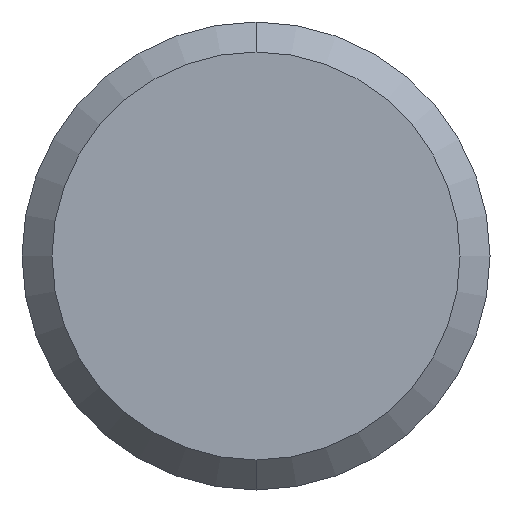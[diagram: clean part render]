
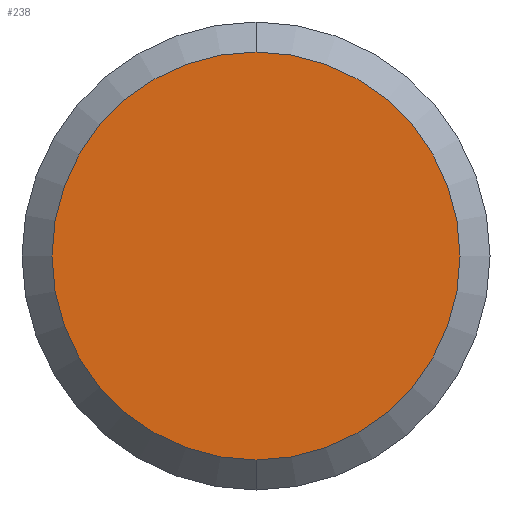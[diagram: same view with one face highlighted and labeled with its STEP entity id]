
A CAD part, front view. The second image highlights one B-rep face of the part: STEP entity #238.
In plain terms, the highlighted planar face has unit normal (0, -1, 0).
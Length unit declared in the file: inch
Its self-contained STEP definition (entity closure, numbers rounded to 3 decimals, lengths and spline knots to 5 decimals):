
#5 = PLANE ( 'NONE',  #173 ) ;
#7 = DIRECTION ( 'NONE',  ( 0., 0., 1. ) ) ;
#34 = DIRECTION ( 'NONE',  ( 0., 0., 1. ) ) ;
#35 = CARTESIAN_POINT ( 'NONE',  ( 0., 0., 0.1361 ) ) ;
#43 = EDGE_LOOP ( 'NONE', ( #214, #245 ) ) ;
#71 = VERTEX_POINT ( 'NONE', #35 ) ;
#75 = DIRECTION ( 'NONE',  ( 0., 1., 0. ) ) ;
#102 = EDGE_CURVE ( 'NONE', #71, #124, #243, .T. ) ;
#124 = VERTEX_POINT ( 'NONE', #252 ) ;
#130 = FACE_OUTER_BOUND ( 'NONE', #43, .T. ) ;
#137 = CARTESIAN_POINT ( 'NONE',  ( 0., 0., 0. ) ) ;
#169 = CARTESIAN_POINT ( 'NONE',  ( 0., 0., 0. ) ) ;
#173 = AXIS2_PLACEMENT_3D ( 'NONE', #137, #75, #7 ) ;
#185 = AXIS2_PLACEMENT_3D ( 'NONE', #222, #242, #200 ) ;
#200 = DIRECTION ( 'NONE',  ( 0., 0., 1. ) ) ;
#214 = ORIENTED_EDGE ( 'NONE', *, *, #102, .T. ) ;
#215 = AXIS2_PLACEMENT_3D ( 'NONE', #169, #230, #34 ) ;
#222 = CARTESIAN_POINT ( 'NONE',  ( 0., 0., 0. ) ) ;
#230 = DIRECTION ( 'NONE',  ( 0., -1., 0. ) ) ;
#238 = ADVANCED_FACE ( 'NONE', ( #130 ), #5, .F. ) ;
#242 = DIRECTION ( 'NONE',  ( 0., -1., 0. ) ) ;
#243 = CIRCLE ( 'NONE', #215, 0.1361 ) ;
#245 = ORIENTED_EDGE ( 'NONE', *, *, #256, .T. ) ;
#247 = CIRCLE ( 'NONE', #185, 0.1361 ) ;
#252 = CARTESIAN_POINT ( 'NONE',  ( 0., 0., -0.1361 ) ) ;
#256 = EDGE_CURVE ( 'NONE', #124, #71, #247, .T. ) ;
